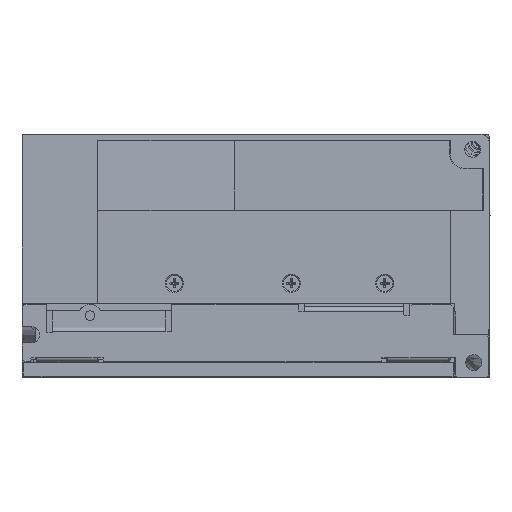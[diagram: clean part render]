
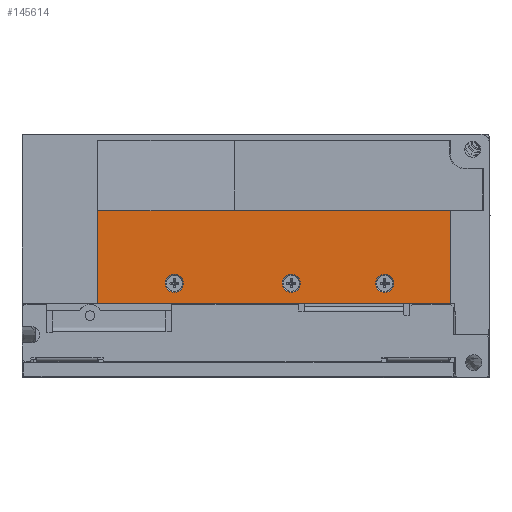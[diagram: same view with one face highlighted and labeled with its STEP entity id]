
A CAD part, front view. The second image highlights one B-rep face of the part: STEP entity #145614.
In plain terms, the highlighted planar face has unit normal (0, -1, 0).
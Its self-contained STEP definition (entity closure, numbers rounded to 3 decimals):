
#21030=DIRECTION('',(1.,0.,0.));
#21031=VECTOR('',#21030,120.659);
#21032=CARTESIAN_POINT('',(25.986,200.5,160.45));
#21033=LINE('',#21032,#21031);
#42736=DIRECTION('',(0.,0.,1.));
#42737=VECTOR('',#42736,31.743);
#42738=CARTESIAN_POINT('',(146.645,200.5,160.45));
#42739=LINE('',#42738,#42737);
#42740=DIRECTION('',(1.,0.,0.));
#42741=VECTOR('',#42740,120.659);
#42742=CARTESIAN_POINT('',(25.986,200.5,192.193));
#42743=LINE('',#42742,#42741);
#42744=CARTESIAN_POINT('',(124.19,200.5,167.3));
#42745=DIRECTION('',(0.,-1.,0.));
#42746=DIRECTION('',(-1.,0.,0.));
#42747=AXIS2_PLACEMENT_3D('',#42744,#42745,#42746);
#42749=CARTESIAN_POINT('',(124.19,200.5,167.3));
#42750=DIRECTION('',(0.,-1.,0.));
#42751=DIRECTION('',(1.,0.,0.));
#42752=AXIS2_PLACEMENT_3D('',#42749,#42750,#42751);
#42754=CARTESIAN_POINT('',(92.19,200.5,167.3));
#42755=DIRECTION('',(0.,-1.,0.));
#42756=DIRECTION('',(1.,0.,0.));
#42757=AXIS2_PLACEMENT_3D('',#42754,#42755,#42756);
#42759=CARTESIAN_POINT('',(92.19,200.5,167.3));
#42760=DIRECTION('',(0.,-1.,0.));
#42761=DIRECTION('',(-1.,0.,0.));
#42762=AXIS2_PLACEMENT_3D('',#42759,#42760,#42761);
#42764=CARTESIAN_POINT('',(52.175,200.5,167.3));
#42765=DIRECTION('',(0.,-1.,0.));
#42766=DIRECTION('',(0.,0.,1.));
#42767=AXIS2_PLACEMENT_3D('',#42764,#42765,#42766);
#42769=CARTESIAN_POINT('',(52.175,200.5,167.3));
#42770=DIRECTION('',(0.,-1.,0.));
#42771=DIRECTION('',(0.,0.,-1.));
#42772=AXIS2_PLACEMENT_3D('',#42769,#42770,#42771);
#42790=DIRECTION('',(0.,0.,-1.));
#42791=VECTOR('',#42790,31.743);
#42792=CARTESIAN_POINT('',(25.986,200.5,192.193));
#42793=LINE('',#42792,#42791);
#80015=CARTESIAN_POINT('',(25.986,200.5,160.45));
#80016=VERTEX_POINT('',#80015);
#80017=CARTESIAN_POINT('',(146.645,200.5,160.45));
#80018=VERTEX_POINT('',#80017);
#80027=CARTESIAN_POINT('',(25.986,200.5,192.193));
#80028=VERTEX_POINT('',#80027);
#80042=CARTESIAN_POINT('',(146.645,200.5,192.193));
#80043=VERTEX_POINT('',#80042);
#80044=CARTESIAN_POINT('',(121.09,200.5,167.3));
#80045=CARTESIAN_POINT('',(127.29,200.5,167.3));
#80046=VERTEX_POINT('',#80044);
#80047=VERTEX_POINT('',#80045);
#80048=CARTESIAN_POINT('',(95.29,200.5,167.3));
#80049=CARTESIAN_POINT('',(89.09,200.5,167.3));
#80050=VERTEX_POINT('',#80048);
#80051=VERTEX_POINT('',#80049);
#80052=CARTESIAN_POINT('',(52.175,200.5,170.4));
#80053=CARTESIAN_POINT('',(52.175,200.5,164.2));
#80054=VERTEX_POINT('',#80052);
#80055=VERTEX_POINT('',#80053);
#145583=CARTESIAN_POINT('',(0.,200.5,0.));
#145584=DIRECTION('',(0.,-1.,0.));
#145585=DIRECTION('',(-1.,0.,0.));
#145586=AXIS2_PLACEMENT_3D('',#145583,#145584,#145585);
#145587=PLANE('',#145586);
#145589=ORIENTED_EDGE('',*,*,#145588,.F.);
#145591=ORIENTED_EDGE('',*,*,#145590,.T.);
#145592=ORIENTED_EDGE('',*,*,#145574,.F.);
#145593=ORIENTED_EDGE('',*,*,#117863,.F.);
#145594=EDGE_LOOP('',(#145589,#145591,#145592,#145593));
#145595=FACE_OUTER_BOUND('',#145594,.F.);
#145597=ORIENTED_EDGE('',*,*,#145596,.T.);
#145599=ORIENTED_EDGE('',*,*,#145598,.T.);
#145600=EDGE_LOOP('',(#145597,#145599));
#145601=FACE_BOUND('',#145600,.F.);
#145603=ORIENTED_EDGE('',*,*,#145602,.T.);
#145605=ORIENTED_EDGE('',*,*,#145604,.T.);
#145606=EDGE_LOOP('',(#145603,#145605));
#145607=FACE_BOUND('',#145606,.F.);
#145609=ORIENTED_EDGE('',*,*,#145608,.T.);
#145611=ORIENTED_EDGE('',*,*,#145610,.T.);
#145612=EDGE_LOOP('',(#145609,#145611));
#145613=FACE_BOUND('',#145612,.F.);
#42748=CIRCLE('',#42747,3.1);
#42753=CIRCLE('',#42752,3.1);
#42758=CIRCLE('',#42757,3.1);
#42763=CIRCLE('',#42762,3.1);
#42768=CIRCLE('',#42767,3.1);
#42773=CIRCLE('',#42772,3.1);
#117863=EDGE_CURVE('',#80016,#80018,#21033,.T.);
#145574=EDGE_CURVE('',#80018,#80043,#42739,.T.);
#145588=EDGE_CURVE('',#80028,#80016,#42793,.T.);
#145590=EDGE_CURVE('',#80028,#80043,#42743,.T.);
#145596=EDGE_CURVE('',#80046,#80047,#42748,.T.);
#145598=EDGE_CURVE('',#80047,#80046,#42753,.T.);
#145602=EDGE_CURVE('',#80050,#80051,#42758,.T.);
#145604=EDGE_CURVE('',#80051,#80050,#42763,.T.);
#145608=EDGE_CURVE('',#80054,#80055,#42768,.T.);
#145610=EDGE_CURVE('',#80055,#80054,#42773,.T.);
#145614=ADVANCED_FACE('',(#145595,#145601,#145607,#145613),#145587,.T.);
